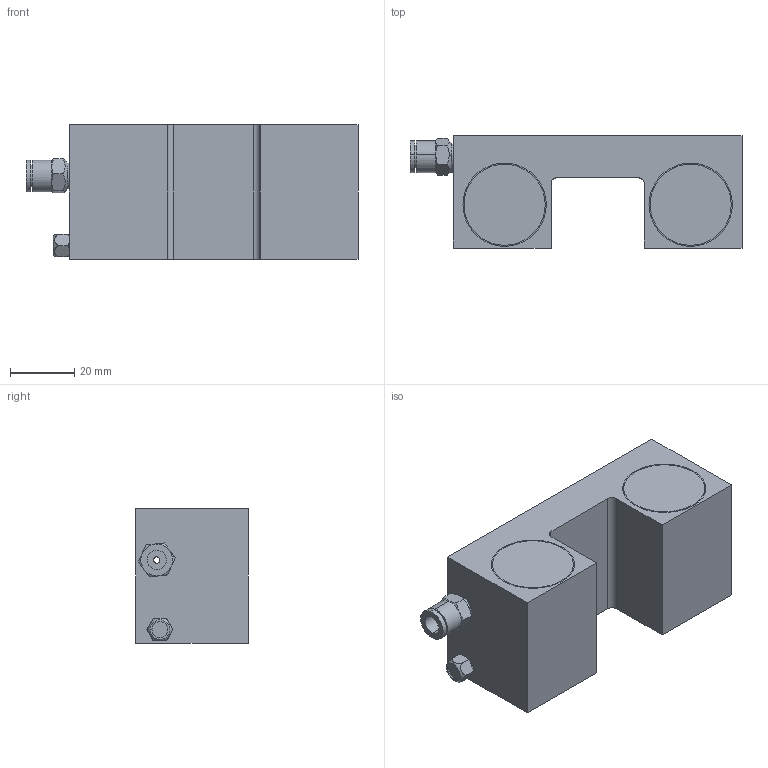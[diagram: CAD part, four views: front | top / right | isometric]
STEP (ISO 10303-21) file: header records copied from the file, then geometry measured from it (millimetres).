
FILE_DESCRIPTION (( 'STEP AP214' ), '1' );
FILE_NAME ('CP30S.STEP', '2018-11-02T09:55:10', ( 'USER-' ), ( 'MS' ), 'SwSTEP 2.0', 'SolidWorks 2012', '' );
FILE_SCHEMA (( 'AUTOMOTIVE_DESIGN' ));
Length unit declared in the file: millimetre
Products named in the file (1): CP30S
Bounding box: 103.5 x 35 x 42 mm (x, y, z)
Volume: 103299.4 mm3; surface area: 24242.1 mm2
Topology: 5 solids, 7 shells, 141 faces, 304 edges, 184 vertices
Faces by surface type: cylinder 52, plane 45, cone 40, torus 4
Entity records: 5683 total; most frequent: CARTESIAN_POINT 978, DIRECTION 684, ORIENTED_EDGE 592, EDGE_CURVE 296, AXIS2_PLACEMENT_3D 278, VERTEX_POINT 184, EDGE_LOOP 160, UNCERTAINTY_MEASURE_WITH_UNIT 148
